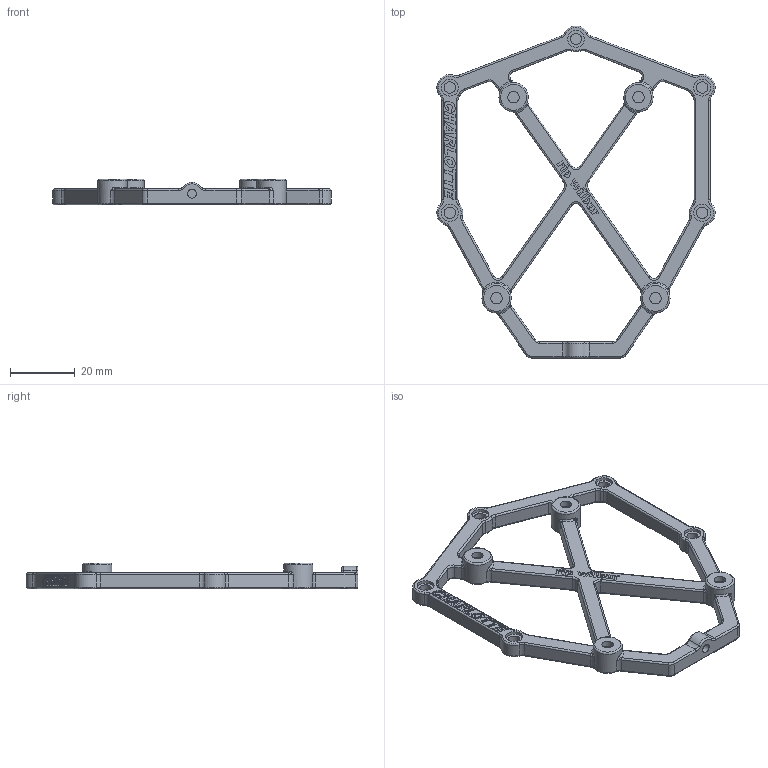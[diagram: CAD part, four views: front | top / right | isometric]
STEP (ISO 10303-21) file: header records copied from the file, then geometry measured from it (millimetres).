
FILE_DESCRIPTION(/* description */ (''),/* implementation_level */ '2;1');
FILE_NAME(/* name */ 'v3topframe.stp',/* time_stamp */ '2024-01-18T20:45:38-06:00',/* author */ ('Eric'),/* organization */ (''),/* preprocessor_version */ 'ST-DEVELOPER v20',/* originating_system */ 'Autodesk Inventor 2024',/* authorisation */ '');
FILE_SCHEMA (('AUTOMOTIVE_DESIGN { 1 0 10303 214 3 1 1 }'));
Length unit declared in the file: millimetre
Products named in the file (1): v3topframe
Bounding box: 85.79 x 102.39 x 8 mm (x, y, z)
Volume: 11314.2 mm3; surface area: 10059.8 mm2
Topology: 1 solids, 1 shells, 844 faces, 2115 edges, 1325 vertices
Faces by surface type: plane 443, cylinder 147, torus 144, bspline 110
Full cylindrical faces by diameter (mm): 2.8 x1, 3.5 x9, 5.25 x5, 9 x4
Entity records: 26220 total; most frequent: CARTESIAN_POINT 6430, ORIENTED_EDGE 4200, DIRECTION 3879, EDGE_CURVE 2100, LINE 1347, VECTOR 1347, VERTEX_POINT 1325, AXIS2_PLACEMENT_3D 1266
